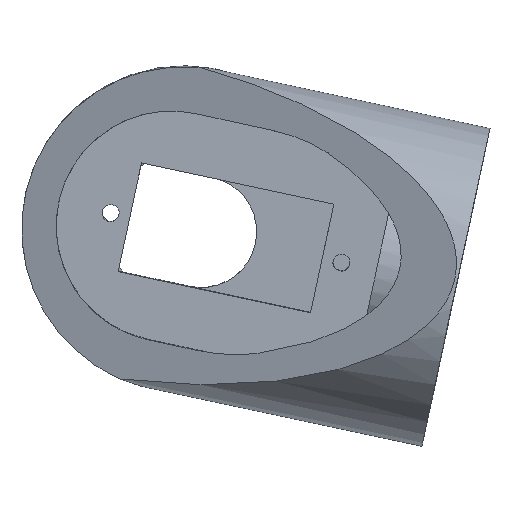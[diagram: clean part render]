
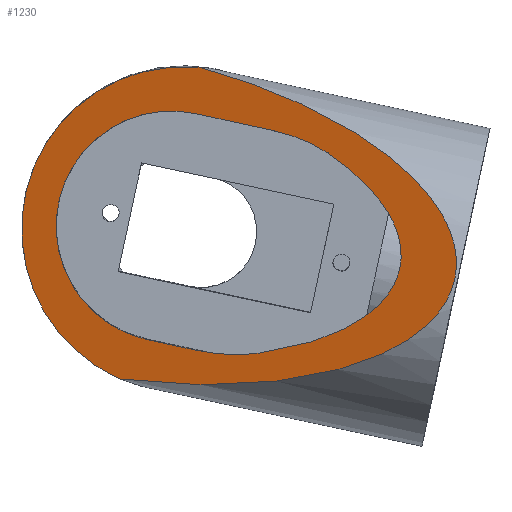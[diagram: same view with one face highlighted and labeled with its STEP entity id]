
A CAD part, top view. The second image highlights one B-rep face of the part: STEP entity #1230.
In plain terms, the highlighted planar face has unit normal (-0.4, 0.129, 0.907).
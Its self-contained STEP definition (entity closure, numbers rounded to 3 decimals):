
#19=FACE_BOUND('',#373,.T.);
#38=PLANE('',#1355);
#108=LINE('',#2407,#198);
#109=LINE('',#2410,#199);
#198=VECTOR('',#1600,10.);
#199=VECTOR('',#1603,10.);
#242=ELLIPSE('',#1282,20.94,19.);
#243=ELLIPSE('',#1291,45.542,19.009);
#248=ELLIPSE('',#1313,38.334,16.);
#249=ELLIPSE('',#1349,11.979,5.);
#250=ELLIPSE('',#1352,11.979,5.);
#251=ELLIPSE('',#1356,14.879,13.5);
#303=FACE_OUTER_BOUND('',#372,.T.);
#372=EDGE_LOOP('',(#1016,#1017));
#373=EDGE_LOOP('',(#1018,#1019,#1020,#1021,#1022,#1023));
#514=VERTEX_POINT('',#1913);
#515=VERTEX_POINT('',#1922);
#561=VERTEX_POINT('',#2300);
#562=VERTEX_POINT('',#2302);
#597=VERTEX_POINT('',#2391);
#599=VERTEX_POINT('',#2397);
#602=VERTEX_POINT('',#2405);
#603=VERTEX_POINT('',#2409);
#641=EDGE_CURVE('',#514,#515,#242,.F.);
#668=EDGE_CURVE('',#515,#514,#243,.F.);
#704=EDGE_CURVE('',#561,#562,#248,.T.);
#750=EDGE_CURVE('',#562,#597,#249,.F.);
#754=EDGE_CURVE('',#599,#561,#250,.F.);
#758=EDGE_CURVE('',#602,#599,#108,.T.);
#759=EDGE_CURVE('',#597,#603,#109,.T.);
#763=EDGE_CURVE('',#603,#602,#251,.T.);
#1016=ORIENTED_EDGE('',*,*,#668,.F.);
#1017=ORIENTED_EDGE('',*,*,#641,.F.);
#1018=ORIENTED_EDGE('',*,*,#758,.F.);
#1019=ORIENTED_EDGE('',*,*,#763,.F.);
#1020=ORIENTED_EDGE('',*,*,#759,.F.);
#1021=ORIENTED_EDGE('',*,*,#750,.F.);
#1022=ORIENTED_EDGE('',*,*,#704,.F.);
#1023=ORIENTED_EDGE('',*,*,#754,.F.);
#1230=ADVANCED_FACE('',(#303,#19),#38,.T.);
#1282=AXIS2_PLACEMENT_3D('',#1923,#1410,#1411);
#1291=AXIS2_PLACEMENT_3D('',#2181,#1431,#1432);
#1313=AXIS2_PLACEMENT_3D('',#2303,#1495,#1496);
#1349=AXIS2_PLACEMENT_3D('',#2392,#1585,#1586);
#1352=AXIS2_PLACEMENT_3D('',#2399,#1593,#1594);
#1355=AXIS2_PLACEMENT_3D('',#2416,#1607,#1608);
#1356=AXIS2_PLACEMENT_3D('',#2417,#1609,#1610);
#1410=DIRECTION('center_axis',(-0.4,0.129,0.908));
#1411=DIRECTION('ref_axis',(0.857,-0.298,0.42));
#1431=DIRECTION('center_axis',(-0.4,0.129,0.908));
#1432=DIRECTION('ref_axis',(0.892,-0.171,0.417));
#1495=DIRECTION('center_axis',(-0.4,0.129,0.908));
#1496=DIRECTION('ref_axis',(0.892,-0.171,0.417));
#1585=DIRECTION('center_axis',(0.4,-0.129,-0.908));
#1586=DIRECTION('ref_axis',(0.892,-0.171,0.417));
#1593=DIRECTION('center_axis',(0.4,-0.129,-0.908));
#1594=DIRECTION('ref_axis',(0.892,-0.171,0.417));
#1600=DIRECTION('',(0.887,-0.194,0.418));
#1603=DIRECTION('',(-0.887,0.194,-0.418));
#1607=DIRECTION('center_axis',(-0.4,0.129,0.908));
#1608=DIRECTION('ref_axis',(-0.057,-0.992,0.116));
#1609=DIRECTION('center_axis',(-0.4,0.129,0.908));
#1610=DIRECTION('ref_axis',(-0.857,0.298,-0.42));
#1913=CARTESIAN_POINT('',(-94.219,291.168,108.815));
#1922=CARTESIAN_POINT('',(-84.946,327.585,107.734));
#1923=CARTESIAN_POINT('Origin',(-86.817,308.66,109.594));
#2181=CARTESIAN_POINT('Origin',(-95.811,310.624,105.354));
#2300=CARTESIAN_POINT('',(-78.288,294.137,115.411));
#2302=CARTESIAN_POINT('',(-70.206,317.693,115.629));
#2303=CARTESIAN_POINT('Origin',(-95.811,310.624,105.354));
#2391=CARTESIAN_POINT('',(-76.573,320.247,112.462));
#2392=CARTESIAN_POINT('Origin',(-78.207,315.484,112.418));
#2397=CARTESIAN_POINT('',(-85.398,294.526,112.224));
#2399=CARTESIAN_POINT('Origin',(-83.764,299.289,112.268));
#2405=CARTESIAN_POINT('',(-91.111,295.774,109.531));
#2407=CARTESIAN_POINT('',(-80.227,293.397,114.662));
#2409=CARTESIAN_POINT('',(-85.454,322.187,108.275));
#2410=CARTESIAN_POINT('',(-76.497,320.231,112.498));
#2416=CARTESIAN_POINT('Origin',(-74.719,307.405,115.101));
#2417=CARTESIAN_POINT('Origin',(-88.282,308.98,108.903));
